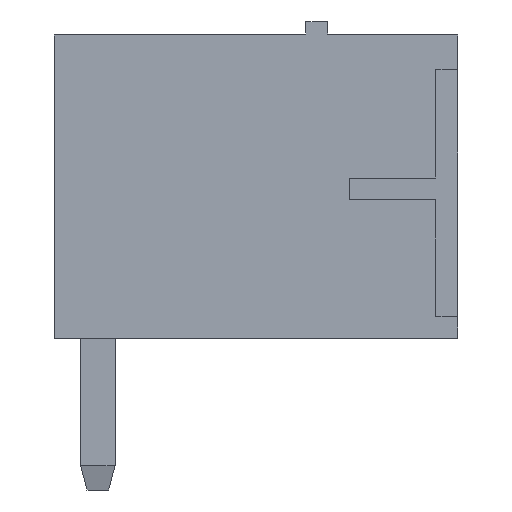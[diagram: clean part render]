
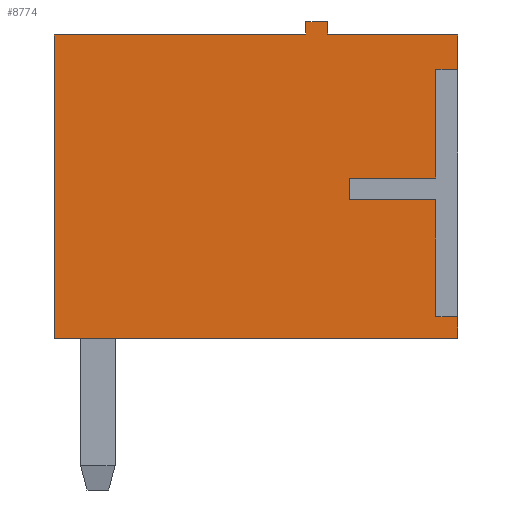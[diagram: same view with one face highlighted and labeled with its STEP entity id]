
A CAD part, left-side view. The second image highlights one B-rep face of the part: STEP entity #8774.
In plain terms, the highlighted planar face has unit normal (-1, 0, 0).
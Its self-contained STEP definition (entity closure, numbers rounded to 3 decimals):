
#457=FACE_OUTER_BOUND('',#962,.T.);
#962=EDGE_LOOP('',(#7072,#7073,#7074,#7075,#7076,#7077,#7078,#7079,#7080,
#7081,#7082,#7083,#7084,#7085,#7086,#7087));
#1345=LINE('',#12068,#2482);
#1447=LINE('',#12298,#2584);
#1797=LINE('',#13019,#2934);
#1801=LINE('',#13026,#2938);
#1974=LINE('',#13415,#3111);
#1980=LINE('',#13427,#3117);
#1981=LINE('',#13429,#3118);
#1983=LINE('',#13432,#3120);
#1985=LINE('',#13436,#3122);
#1988=LINE('',#13442,#3125);
#1991=LINE('',#13447,#3128);
#1993=LINE('',#13452,#3130);
#1994=LINE('',#13454,#3131);
#1995=LINE('',#13456,#3132);
#1996=LINE('',#13457,#3133);
#1997=LINE('',#13458,#3134);
#2482=VECTOR('',#9850,5.8);
#2584=VECTOR('',#10002,9.3);
#2934=VECTOR('',#10616,0.8);
#2938=VECTOR('',#10620,0.5);
#3111=VECTOR('',#10993,2.7);
#3117=VECTOR('',#11001,2.5);
#3118=VECTOR('',#11004,0.5);
#3120=VECTOR('',#11008,0.5);
#3122=VECTOR('',#11012,2.);
#3125=VECTOR('',#11017,0.5);
#3128=VECTOR('',#11022,2.);
#3130=VECTOR('',#11028,3.);
#3131=VECTOR('',#11029,0.3);
#3132=VECTOR('',#11030,0.5);
#3133=VECTOR('',#11031,0.3);
#3134=VECTOR('',#11032,7.);
#3535=VERTEX_POINT('',#12061);
#3538=VERTEX_POINT('',#12066);
#3639=VERTEX_POINT('',#12294);
#3641=VERTEX_POINT('',#12297);
#3879=VERTEX_POINT('',#13016);
#3880=VERTEX_POINT('',#13018);
#3883=VERTEX_POINT('',#13024);
#3997=VERTEX_POINT('',#13411);
#3999=VERTEX_POINT('',#13414);
#4001=VERTEX_POINT('',#13420);
#4004=VERTEX_POINT('',#13425);
#4005=VERTEX_POINT('',#13435);
#4007=VERTEX_POINT('',#13441);
#4009=VERTEX_POINT('',#13451);
#4010=VERTEX_POINT('',#13453);
#4011=VERTEX_POINT('',#13455);
#4395=EDGE_CURVE('',#3538,#3535,#1345,.T.);
#4497=EDGE_CURVE('',#3639,#3641,#1447,.T.);
#4864=EDGE_CURVE('',#3879,#3880,#1797,.T.);
#4868=EDGE_CURVE('',#3883,#3639,#1801,.T.);
#5054=EDGE_CURVE('',#3999,#3997,#1974,.T.);
#5060=EDGE_CURVE('',#4001,#4004,#1980,.T.);
#5061=EDGE_CURVE('',#4004,#3880,#1981,.T.);
#5063=EDGE_CURVE('',#3883,#3999,#1983,.T.);
#5065=EDGE_CURVE('',#4005,#4001,#1985,.T.);
#5068=EDGE_CURVE('',#4007,#4005,#1988,.T.);
#5071=EDGE_CURVE('',#3997,#4007,#1991,.T.);
#5073=EDGE_CURVE('',#4009,#3879,#1993,.T.);
#5074=EDGE_CURVE('',#4010,#4009,#1994,.T.);
#5075=EDGE_CURVE('',#4011,#4010,#1995,.T.);
#5076=EDGE_CURVE('',#3535,#4011,#1996,.T.);
#5077=EDGE_CURVE('',#3641,#3538,#1997,.T.);
#7072=ORIENTED_EDGE('',*,*,#5063,.T.);
#7073=ORIENTED_EDGE('',*,*,#5054,.T.);
#7074=ORIENTED_EDGE('',*,*,#5071,.T.);
#7075=ORIENTED_EDGE('',*,*,#5068,.T.);
#7076=ORIENTED_EDGE('',*,*,#5065,.T.);
#7077=ORIENTED_EDGE('',*,*,#5060,.T.);
#7078=ORIENTED_EDGE('',*,*,#5061,.T.);
#7079=ORIENTED_EDGE('',*,*,#4864,.F.);
#7080=ORIENTED_EDGE('',*,*,#5073,.F.);
#7081=ORIENTED_EDGE('',*,*,#5074,.F.);
#7082=ORIENTED_EDGE('',*,*,#5075,.F.);
#7083=ORIENTED_EDGE('',*,*,#5076,.F.);
#7084=ORIENTED_EDGE('',*,*,#4395,.F.);
#7085=ORIENTED_EDGE('',*,*,#5077,.F.);
#7086=ORIENTED_EDGE('',*,*,#4497,.F.);
#7087=ORIENTED_EDGE('',*,*,#4868,.F.);
#7991=PLANE('',#9265);
#8774=ADVANCED_FACE('',(#457),#7991,.T.);
#9265=AXIS2_PLACEMENT_3D('',#13450,#11026,#11027);
#9850=DIRECTION('',(0.,-1.,0.));
#10002=DIRECTION('',(0.,1.,0.));
#10616=DIRECTION('',(0.,0.,-1.));
#10620=DIRECTION('',(0.,0.,-1.));
#10993=DIRECTION('',(0.,0.,1.));
#11001=DIRECTION('',(0.,0.,1.));
#11004=DIRECTION('',(0.,-1.,0.));
#11008=DIRECTION('',(0.,1.,0.));
#11012=DIRECTION('',(0.,-1.,0.));
#11017=DIRECTION('',(0.,0.,1.));
#11022=DIRECTION('',(0.,1.,0.));
#11026=DIRECTION('center_axis',(-1.,0.,0.));
#11027=DIRECTION('ref_axis',(0.,0.,-1.));
#11028=DIRECTION('',(0.,-1.,0.));
#11029=DIRECTION('',(0.,0.,-1.));
#11030=DIRECTION('',(0.,-1.,0.));
#11031=DIRECTION('',(0.,0.,1.));
#11032=DIRECTION('',(0.,0.,1.));
#12061=CARTESIAN_POINT('',(-11.78,-4.8,7.));
#12066=CARTESIAN_POINT('',(-11.78,1.,7.));
#12068=CARTESIAN_POINT('',(-11.78,-0.5,7.));
#12294=CARTESIAN_POINT('',(-11.78,-8.3,0.));
#12297=CARTESIAN_POINT('',(-11.78,1.,0.));
#12298=CARTESIAN_POINT('',(-11.78,-0.5,0.));
#13016=CARTESIAN_POINT('',(-11.78,-8.3,7.));
#13018=CARTESIAN_POINT('',(-11.78,-8.3,6.2));
#13019=CARTESIAN_POINT('',(-11.78,-8.3,7.));
#13024=CARTESIAN_POINT('',(-11.78,-8.3,0.5));
#13026=CARTESIAN_POINT('',(-11.78,-8.3,7.));
#13411=CARTESIAN_POINT('',(-11.78,-7.8,3.2));
#13414=CARTESIAN_POINT('',(-11.78,-7.8,0.5));
#13415=CARTESIAN_POINT('',(-11.78,-7.8,3.75));
#13420=CARTESIAN_POINT('',(-11.78,-7.8,3.7));
#13425=CARTESIAN_POINT('',(-11.78,-7.8,6.2));
#13427=CARTESIAN_POINT('',(-11.78,-7.8,3.75));
#13429=CARTESIAN_POINT('',(-11.78,-4.15,6.2));
#13432=CARTESIAN_POINT('',(-11.78,-4.4,0.5));
#13435=CARTESIAN_POINT('',(-11.78,-5.8,3.7));
#13436=CARTESIAN_POINT('',(-11.78,-3.15,3.7));
#13441=CARTESIAN_POINT('',(-11.78,-5.8,3.2));
#13442=CARTESIAN_POINT('',(-11.78,-5.8,5.1));
#13447=CARTESIAN_POINT('',(-11.78,-4.15,3.2));
#13450=CARTESIAN_POINT('Origin',(-11.78,-0.5,7.));
#13451=CARTESIAN_POINT('',(-11.78,-5.3,7.));
#13452=CARTESIAN_POINT('',(-11.78,-0.5,7.));
#13453=CARTESIAN_POINT('',(-11.78,-5.3,7.3));
#13454=CARTESIAN_POINT('',(-11.78,-5.3,6.95));
#13455=CARTESIAN_POINT('',(-11.78,-4.8,7.3));
#13456=CARTESIAN_POINT('',(-11.78,-4.475,7.3));
#13457=CARTESIAN_POINT('',(-11.78,-4.8,7.1));
#13458=CARTESIAN_POINT('',(-11.78,1.,0.));
